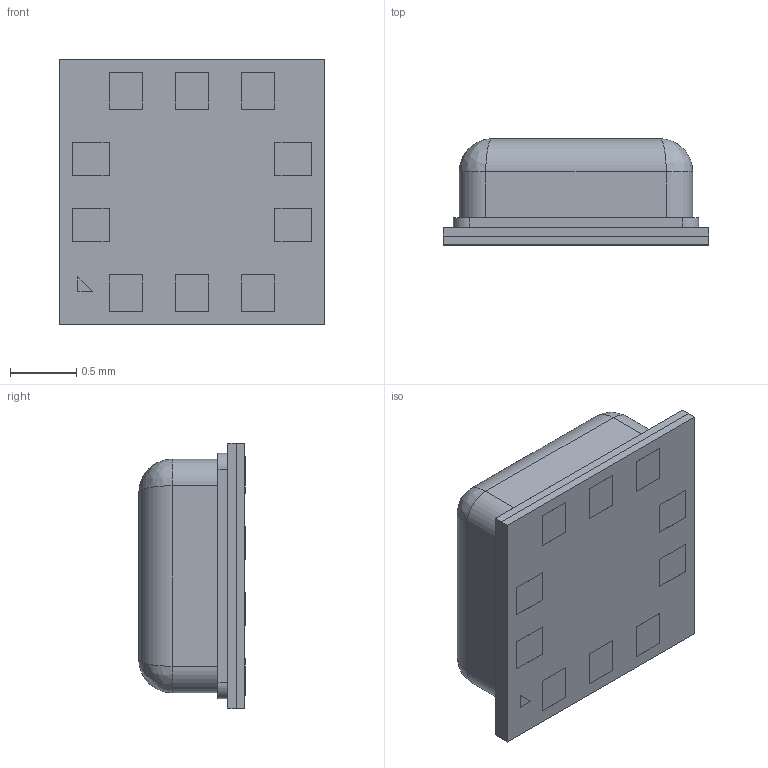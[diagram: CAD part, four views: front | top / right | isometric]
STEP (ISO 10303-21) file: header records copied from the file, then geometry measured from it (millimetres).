
FILE_DESCRIPTION (( 'STEP AP214' ), '1' );
FILE_NAME ('BMP581.STEP', '2022-11-24T13:01:48', ( 'ADMIN' ), ( '' ), 'SwSTEP 2.0', 'SolidWorks 2016', '' );
FILE_SCHEMA (( 'AUTOMOTIVE_DESIGN' ));
Length unit declared in the file: millimetre
Products named in the file (1): BMP581
Bounding box: 2 x 0.8 x 2 mm (x, y, z)
Volume: 2.5 mm3; surface area: 22.2 mm2
Topology: 12 solids, 12 shells, 108 faces, 229 edges, 146 vertices
Faces by surface type: plane 88, cylinder 16, bspline 4
Entity records: 3050 total; most frequent: CARTESIAN_POINT 620, DIRECTION 451, ORIENTED_EDGE 450, EDGE_CURVE 225, LINE 193, VECTOR 193, VERTEX_POINT 146, AXIS2_PLACEMENT_3D 129
